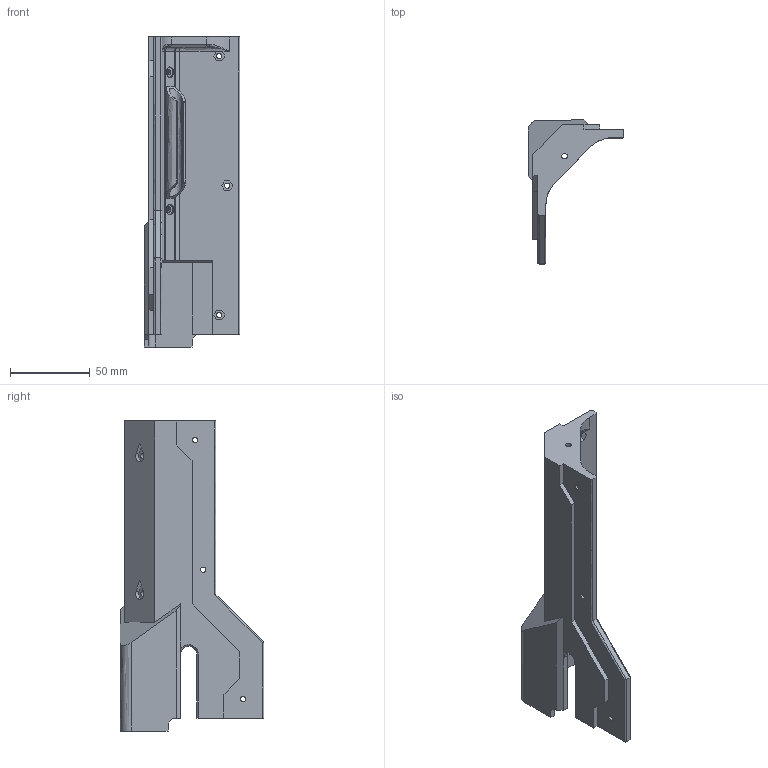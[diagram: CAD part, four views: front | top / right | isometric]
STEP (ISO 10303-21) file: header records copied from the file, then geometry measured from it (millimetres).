
FILE_DESCRIPTION(('FreeCAD Model'),'2;1');
FILE_NAME('1_black_back_corner_right.stp','2021-01-19T21:36:36',( 'Author'),(''),'Open CASCADE STEP processor 7.3','FreeCAD','Unknown' );
FILE_SCHEMA(('AUTOMOTIVE_DESIGN { 1 0 10303 214 1 1 1 1 }'));
Length unit declared in the file: millimetre
Products named in the file (1): black_RR_corner
Bounding box: 60 x 90 x 194 mm (x, y, z)
Volume: 134714.8 mm3; surface area: 51645 mm2
Topology: 1 solids, 1 shells, 181 faces, 480 edges, 306 vertices
Faces by surface type: bspline 112, revolution 68, extrusion 1
Entity records: 14400 total; most frequent: CARTESIAN_POINT 6715, B_SPLINE_CURVE_WITH_KNOTS 983, ORIENTED_EDGE 952, PCURVE 952, DEFINITIONAL_REPRESENTATION 952, DIRECTION 689, EDGE_CURVE 476, SURFACE_CURVE 476
